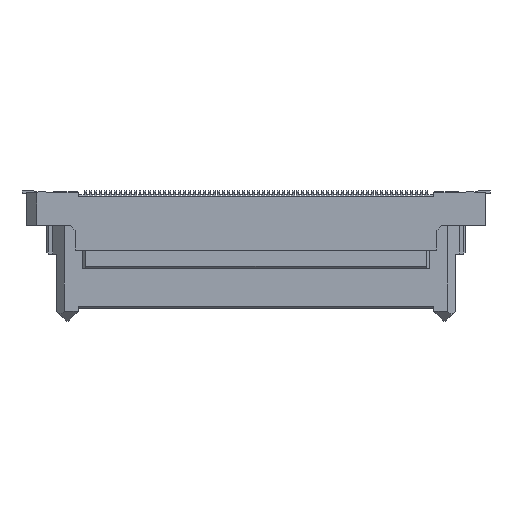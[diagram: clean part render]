
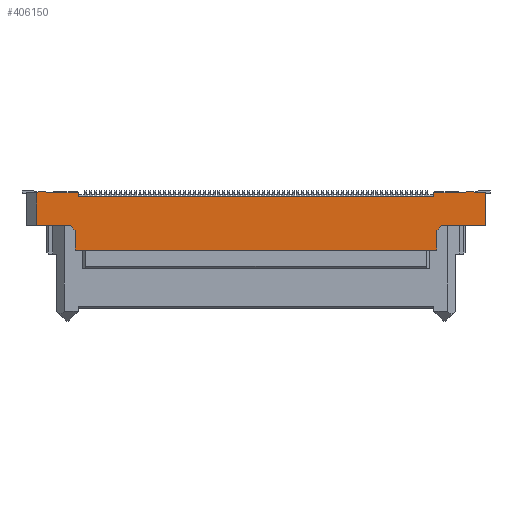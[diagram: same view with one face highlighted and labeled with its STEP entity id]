
A CAD part, front view. The second image highlights one B-rep face of the part: STEP entity #406150.
In plain terms, the highlighted planar face has unit normal (0, -1, 0).
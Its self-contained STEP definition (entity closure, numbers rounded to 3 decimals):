
#280=CARTESIAN_POINT('',(49.54,-94.35,13.5));
#290=VERTEX_POINT('',#280);
#520=CARTESIAN_POINT('',(46.24,-94.35,13.6));
#530=VERTEX_POINT('',#520);
#560=CARTESIAN_POINT('',(53.945,-94.35,13.6));
#570=DIRECTION('',(1.,0.,0.));
#580=VECTOR('',#570,1.);
#590=LINE('',#560,#580);
#600=CARTESIAN_POINT('',(45.49,-94.35,13.6));
#610=VERTEX_POINT('',#600);
#620=EDGE_CURVE('',#610,#530,#590,.T.);
#920=CARTESIAN_POINT('',(46.34,-94.35,13.5));
#930=VERTEX_POINT('',#920);
#960=CARTESIAN_POINT('',(53.945,-94.35,
5.895));
#970=DIRECTION('',(0.707,0.,
-0.707));
#980=VECTOR('',#970,1.);
#990=LINE('',#960,#980);
#1000=EDGE_CURVE('',#530,#930,#990,.T.);
#81720=CARTESIAN_POINT('',(49.54,-94.35,
13.15));
#81730=VERTEX_POINT('',#81720);
#81760=CARTESIAN_POINT('',(49.54,-94.35,
3.342));
#81770=DIRECTION('',(0.,0.,1.));
#81780=VECTOR('',#81770,1.);
#81790=LINE('',#81760,#81780);
#81800=EDGE_CURVE('',#81730,#290,#81790,.T.);
#89790=CARTESIAN_POINT('',(49.23,-94.35,10.2));
#89800=DIRECTION('',(0.,0.,-1.));
#89810=VECTOR('',#89800,1.);
#89820=LINE('',#89790,#89810);
#89830=CARTESIAN_POINT('',(49.23,-94.35,
9.7));
#89840=VERTEX_POINT('',#89830);
#89850=CARTESIAN_POINT('',(49.23,-94.35,
7.7));
#89860=VERTEX_POINT('',#89850);
#89870=EDGE_CURVE('',#89840,#89860,#89820,.T.);
#91530=CARTESIAN_POINT('',(45.34,-94.35,10.2));
#91540=VERTEX_POINT('',#91530);
#91570=CARTESIAN_POINT('',(53.945,-94.35,10.2));
#91580=DIRECTION('',(-1.,0.,0.));
#91590=VECTOR('',#91580,1.);
#91600=LINE('',#91570,#91590);
#91610=CARTESIAN_POINT('',(48.73,-94.35,10.2));
#91620=VERTEX_POINT('',#91610);
#91630=EDGE_CURVE('',#91620,#91540,#91600,.T.);
#93480=CARTESIAN_POINT('',(53.945,-94.35,13.5));
#93490=DIRECTION('',(-1.,0.,0.));
#93500=VECTOR('',#93490,1.);
#93510=LINE('',#93480,#93500);
#93520=CARTESIAN_POINT('',(46.94,-94.35,13.5));
#93530=VERTEX_POINT('',#93520);
#93540=EDGE_CURVE('',#93530,#930,#93510,.T.);
#93690=CARTESIAN_POINT('',(45.39,-94.35,13.5));
#93700=VERTEX_POINT('',#93690);
#93730=CARTESIAN_POINT('',(53.945,-94.35,13.5));
#93740=DIRECTION('',(1.,0.,0.));
#93750=VECTOR('',#93740,1.);
#93760=LINE('',#93730,#93750);
#93770=CARTESIAN_POINT('',(45.34,-94.35,13.5));
#93780=VERTEX_POINT('',#93770);
#93790=EDGE_CURVE('',#93780,#93700,#93760,.T.);
#95700=CARTESIAN_POINT('',(-18.025,-94.35,13.5));
#95710=DIRECTION('',(-1.,0.,0.));
#95720=VECTOR('',#95710,1.);
#95730=LINE('',#95700,#95720);
#95740=EDGE_CURVE('',#290,#93530,#95730,.T.);
#100100=CARTESIAN_POINT('',(45.34,-94.35,11.85));
#100110=DIRECTION('',(0.,0.,-1.));
#100120=VECTOR('',#100110,1.);
#100130=LINE('',#100100,#100120);
#100140=EDGE_CURVE('',#93780,#91540,#100130,.T.);
#105050=CARTESIAN_POINT('',(53.945,-94.35,
4.985));
#105060=DIRECTION('',(0.707,0.,
-0.707));
#105070=VECTOR('',#105060,1.);
#105080=LINE('',#105050,#105070);
#105090=EDGE_CURVE('',#91620,#89840,#105080,.T.);
#193300=CARTESIAN_POINT('',(53.92,-94.35,
22.03));
#193310=DIRECTION('',(-0.707,0.,
-0.707));
#193320=VECTOR('',#193310,1.);
#193330=LINE('',#193300,#193320);
#193340=EDGE_CURVE('',#610,#93700,#193330,.T.);
#404950=CARTESIAN_POINT('',(84.628,-94.35,
-0.93));
#404960=DIRECTION('',(0.,1.,0.));
#404970=DIRECTION('',(1.,0.,0.));
#404980=AXIS2_PLACEMENT_3D('',#404950,#404960,#404970);
#404990=PLANE('',#404980);
#405000=CARTESIAN_POINT('',(85.54,-94.35,
3.242));
#405010=DIRECTION('',(0.,0.,-1.));
#405020=VECTOR('',#405010,1.);
#405030=LINE('',#405000,#405020);
#405040=CARTESIAN_POINT('',(85.54,-94.35,
13.5));
#405050=VERTEX_POINT('',#405040);
#405060=CARTESIAN_POINT('',(85.54,-94.35,
13.15));
#405070=VERTEX_POINT('',#405060);
#405080=EDGE_CURVE('',#405050,#405070,#405030,.T.);
#405090=ORIENTED_EDGE('',*,*,#405080,.T.);
#405100=CARTESIAN_POINT('',(86.84,-94.35,13.5));
#405110=DIRECTION('',(1.,0.,0.));
#405120=VECTOR('',#405110,1.);
#405130=LINE('',#405100,#405120);
#405140=CARTESIAN_POINT('',(88.14,-94.35,
13.5));
#405150=VERTEX_POINT('',#405140);
#405160=EDGE_CURVE('',#405050,#405150,#405130,.T.);
#405170=ORIENTED_EDGE('',*,*,#405160,.F.);
#405180=CARTESIAN_POINT('',(88.74,-94.35,13.5));
#405190=DIRECTION('',(-1.,0.,0.));
#405200=VECTOR('',#405190,1.);
#405210=LINE('',#405180,#405200);
#405220=CARTESIAN_POINT('',(88.74,-94.35,13.5));
#405230=VERTEX_POINT('',#405220);
#405240=EDGE_CURVE('',#405230,#405150,#405210,.T.);
#405250=ORIENTED_EDGE('',*,*,#405240,.T.);
#405260=CARTESIAN_POINT('',(81.135,-94.35,
5.895));
#405270=DIRECTION('',(-0.707,0.,
-0.707));
#405280=VECTOR('',#405270,1.);
#405290=LINE('',#405260,#405280);
#405300=CARTESIAN_POINT('',(88.84,-94.35,13.6));
#405310=VERTEX_POINT('',#405300);
#405320=EDGE_CURVE('',#405310,#405230,#405290,.T.);
#405330=ORIENTED_EDGE('',*,*,#405320,.T.);
#405340=CARTESIAN_POINT('',(81.135,-94.35,13.6));
#405350=DIRECTION('',(-1.,0.,0.));
#405360=VECTOR('',#405350,1.);
#405370=LINE('',#405340,#405360);
#405380=CARTESIAN_POINT('',(89.59,-94.35,13.6));
#405390=VERTEX_POINT('',#405380);
#405400=EDGE_CURVE('',#405390,#405310,#405370,.T.);
#405410=ORIENTED_EDGE('',*,*,#405400,.T.);
#405420=CARTESIAN_POINT('',(81.16,-94.35,
22.03));
#405430=DIRECTION('',(0.707,0.,
-0.707));
#405440=VECTOR('',#405430,1.);
#405450=LINE('',#405420,#405440);
#405460=CARTESIAN_POINT('',(89.69,-94.35,13.5));
#405470=VERTEX_POINT('',#405460);
#405480=EDGE_CURVE('',#405390,#405470,#405450,.T.);
#405490=ORIENTED_EDGE('',*,*,#405480,.F.);
#405500=CARTESIAN_POINT('',(81.135,-94.35,13.5));
#405510=DIRECTION('',(-1.,0.,0.));
#405520=VECTOR('',#405510,1.);
#405530=LINE('',#405500,#405520);
#405540=CARTESIAN_POINT('',(90.74,-94.35,13.5));
#405550=VERTEX_POINT('',#405540);
#405560=EDGE_CURVE('',#405550,#405470,#405530,.T.);
#405570=ORIENTED_EDGE('',*,*,#405560,.T.);
#405580=CARTESIAN_POINT('',(90.74,-94.35,
10.572));
#405590=DIRECTION('',(0.,0.,-1.));
#405600=VECTOR('',#405590,1.);
#405610=LINE('',#405580,#405600);
#405620=CARTESIAN_POINT('',(90.74,-94.35,
10.2));
#405630=VERTEX_POINT('',#405620);
#405640=EDGE_CURVE('',#405550,#405630,#405610,.T.);
#405650=ORIENTED_EDGE('',*,*,#405640,.F.);
#405660=CARTESIAN_POINT('',(81.135,-94.35,10.2));
#405670=DIRECTION('',(1.,0.,0.));
#405680=VECTOR('',#405670,1.);
#405690=LINE('',#405660,#405680);
#405700=CARTESIAN_POINT('',(86.35,-94.35,
10.2));
#405710=VERTEX_POINT('',#405700);
#405720=EDGE_CURVE('',#405710,#405630,#405690,.T.);
#405730=ORIENTED_EDGE('',*,*,#405720,.T.);
#405740=CARTESIAN_POINT('',(81.135,-94.35,
4.985));
#405750=DIRECTION('',(-0.707,0.,
-0.707));
#405760=VECTOR('',#405750,1.);
#405770=LINE('',#405740,#405760);
#405780=CARTESIAN_POINT('',(85.85,-94.35,
9.7));
#405790=VERTEX_POINT('',#405780);
#405800=EDGE_CURVE('',#405710,#405790,#405770,.T.);
#405810=ORIENTED_EDGE('',*,*,#405800,.F.);
#405820=CARTESIAN_POINT('',(85.85,-94.35,10.2));
#405830=DIRECTION('',(0.,0.,-1.));
#405840=VECTOR('',#405830,1.);
#405850=LINE('',#405820,#405840);
#405860=CARTESIAN_POINT('',(85.85,-94.35,
7.7));
#405870=VERTEX_POINT('',#405860);
#405880=EDGE_CURVE('',#405790,#405870,#405850,.T.);
#405890=ORIENTED_EDGE('',*,*,#405880,.F.);
#405900=CARTESIAN_POINT('',(55.565,-94.35,
7.7));
#405910=DIRECTION('',(1.,0.,0.));
#405920=VECTOR('',#405910,1.);
#405930=LINE('',#405900,#405920);
#405940=EDGE_CURVE('',#89860,#405870,#405930,.T.);
#405950=ORIENTED_EDGE('',*,*,#405940,.T.);
#405960=ORIENTED_EDGE('',*,*,#89870,.T.);
#405970=ORIENTED_EDGE('',*,*,#105090,.T.);
#405980=ORIENTED_EDGE('',*,*,#91630,.F.);
#405990=ORIENTED_EDGE('',*,*,#100140,.T.);
#406000=ORIENTED_EDGE('',*,*,#93790,.F.);
#406010=ORIENTED_EDGE('',*,*,#193340,.T.);
#406020=ORIENTED_EDGE('',*,*,#620,.F.);
#406030=ORIENTED_EDGE('',*,*,#1000,.F.);
#406040=ORIENTED_EDGE('',*,*,#93540,.T.);
#406050=ORIENTED_EDGE('',*,*,#95740,.T.);
#406060=ORIENTED_EDGE('',*,*,#81800,.T.);
#406070=CARTESIAN_POINT('',(68.945,-94.35,
13.15));
#406080=DIRECTION('',(-1.,0.,0.));
#406090=VECTOR('',#406080,1.);
#406100=LINE('',#406070,#406090);
#406110=EDGE_CURVE('',#405070,#81730,#406100,.T.);
#406120=ORIENTED_EDGE('',*,*,#406110,.T.);
#406130=EDGE_LOOP('',(#406120,#406060,#406050,#406040,#406030,#406020,
#406010,#406000,#405990,#405980,#405970,#405960,#405950,#405890,#405810,
#405730,#405650,#405570,#405490,#405410,#405330,#405250,#405170,#405090)
);
#406140=FACE_OUTER_BOUND('',#406130,.T.);
#406150=ADVANCED_FACE('',(#406140),#404990,.F.);
